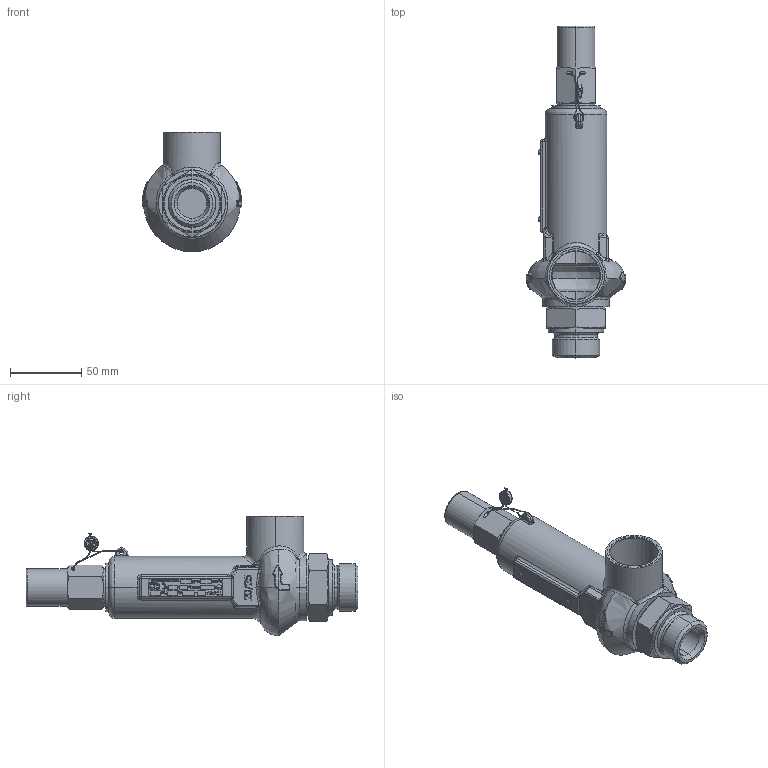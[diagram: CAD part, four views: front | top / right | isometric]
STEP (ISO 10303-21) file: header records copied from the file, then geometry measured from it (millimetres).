
FILE_DESCRIPTION (( 'STEP AP203' ), '1' );
FILE_NAME ('Typ_10-BG_II-head_C-G100-G100.STEP', '2019-09-20T10:43:18', ( '' ), ( '' ), 'SwSTEP 2.0', 'SolidWorks 2016', '' );
FILE_SCHEMA (( 'CONFIG_CONTROL_DESIGN' ));
Length unit declared in the file: millimetre
Products named in the file (1): Typ_10-BG_II-head_C-G100-G100
Bounding box: 69.98 x 233 x 84 mm (x, y, z)
Volume: 85022.9 mm3; surface area: 71785.1 mm2
Topology: 25 solids, 25 shells, 1521 faces, 3892 edges, 2483 vertices
Faces by surface type: bspline 664, plane 625, cylinder 188, cone 44
Entity records: 75802 total; most frequent: CARTESIAN_POINT 43268, ORIENTED_EDGE 7738, DIRECTION 5014, EDGE_CURVE 3869, VERTEX_POINT 2483, VECTOR 1914, LINE 1914, EDGE_LOOP 1638
